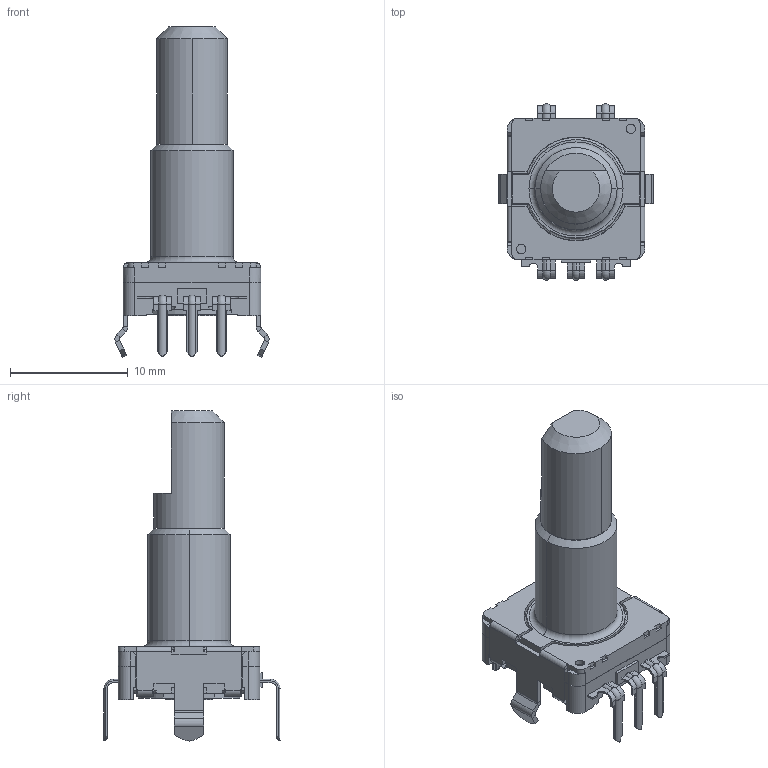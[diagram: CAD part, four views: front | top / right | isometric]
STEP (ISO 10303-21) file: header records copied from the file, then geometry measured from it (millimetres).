
FILE_DESCRIPTION (( 'STEP AP214' ), '1' );
FILE_NAME ('EC11N1520402.STEP', '2019-06-06T07:25:59', ( '' ), ( '' ), 'SwSTEP 2.0', 'SolidWorks 2017', '' );
FILE_SCHEMA (( 'AUTOMOTIVE_DESIGN' ));
Length unit declared in the file: millimetre
Products named in the file (1): EC11N1520402
Bounding box: 13.1 x 14.95 x 28 mm (x, y, z)
Volume: 1200.8 mm3; surface area: 1200.5 mm2
Topology: 1 solids, 1 shells, 584 faces, 1526 edges, 942 vertices
Faces by surface type: plane 401, cylinder 144, bspline 16, torus 14, cone 9
Entity records: 22830 total; most frequent: CARTESIAN_POINT 3615, ORIENTED_EDGE 3044, DIRECTION 2849, EDGE_CURVE 1522, LINE 1153, VECTOR 1153, VERTEX_POINT 942, AXIS2_PLACEMENT_3D 848
